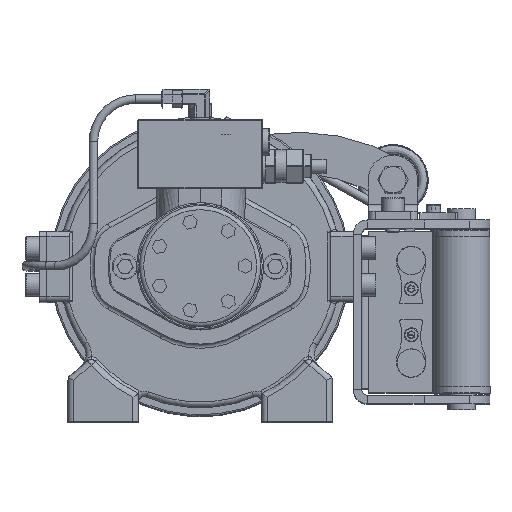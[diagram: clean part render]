
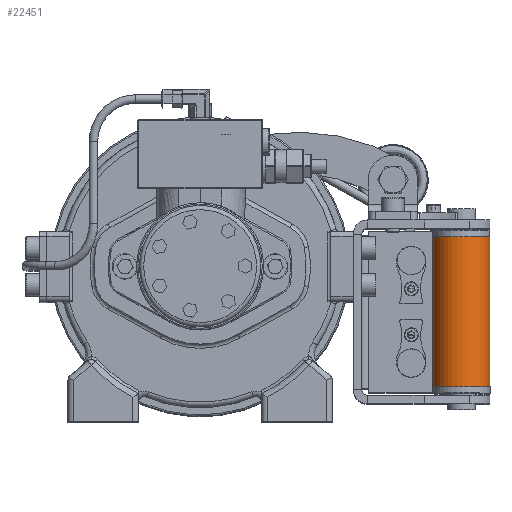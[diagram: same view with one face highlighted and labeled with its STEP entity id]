
A CAD part, top view. The second image highlights one B-rep face of the part: STEP entity #22451.
In plain terms, the highlighted cylindrical face has radius 20 mm (diameter 40 mm), a full revolution.
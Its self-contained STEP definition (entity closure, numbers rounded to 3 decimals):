
#1599=FACE_OUTER_BOUND('',#2839,.T.);
#2839=EDGE_LOOP('',(#17458,#17459,#17460,#17461,#17462,#17463));
#4162=CIRCLE('',#24384,20.);
#4163=CIRCLE('',#24385,20.);
#4164=CIRCLE('',#24386,20.);
#4165=CIRCLE('',#24387,20.);
#5816=LINE('',#42003,#7499);
#7499=VECTOR('',#28872,20.);
#9764=VERTEX_POINT('',#41999);
#9765=VERTEX_POINT('',#42000);
#9766=VERTEX_POINT('',#42002);
#9767=VERTEX_POINT('',#42004);
#12726=EDGE_CURVE('',#9764,#9765,#4162,.T.);
#12727=EDGE_CURVE('',#9765,#9766,#5816,.T.);
#12728=EDGE_CURVE('',#9767,#9766,#4163,.T.);
#12729=EDGE_CURVE('',#9766,#9767,#4164,.T.);
#12730=EDGE_CURVE('',#9765,#9764,#4165,.T.);
#17458=ORIENTED_EDGE('',*,*,#12726,.T.);
#17459=ORIENTED_EDGE('',*,*,#12727,.T.);
#17460=ORIENTED_EDGE('',*,*,#12728,.F.);
#17461=ORIENTED_EDGE('',*,*,#12729,.F.);
#17462=ORIENTED_EDGE('',*,*,#12727,.F.);
#17463=ORIENTED_EDGE('',*,*,#12730,.T.);
#20654=CYLINDRICAL_SURFACE('',#24383,20.);
#22451=ADVANCED_FACE('',(#1599),#20654,.T.);
#24383=AXIS2_PLACEMENT_3D('',#41998,#28868,#28869);
#24384=AXIS2_PLACEMENT_3D('',#42001,#28870,#28871);
#24385=AXIS2_PLACEMENT_3D('',#42005,#28873,#28874);
#24386=AXIS2_PLACEMENT_3D('',#42006,#28875,#28876);
#24387=AXIS2_PLACEMENT_3D('',#42007,#28877,#28878);
#28868=DIRECTION('center_axis',(0.,1.,0.));
#28869=DIRECTION('ref_axis',(0.938,0.,0.346));
#28870=DIRECTION('center_axis',(0.,-1.,0.));
#28871=DIRECTION('ref_axis',(-0.938,0.,-0.346));
#28872=DIRECTION('',(0.,-1.,0.));
#28873=DIRECTION('center_axis',(0.,-1.,0.));
#28874=DIRECTION('ref_axis',(-0.938,0.,-0.346));
#28875=DIRECTION('center_axis',(0.,-1.,0.));
#28876=DIRECTION('ref_axis',(-0.938,0.,-0.346));
#28877=DIRECTION('center_axis',(0.,-1.,0.));
#28878=DIRECTION('ref_axis',(-0.938,0.,-0.346));
#41998=CARTESIAN_POINT('Origin',(135.438,-81.366,326.675));
#41999=CARTESIAN_POINT('',(154.2,24.634,333.602));
#42000=CARTESIAN_POINT('',(116.676,24.634,319.748));
#42001=CARTESIAN_POINT('Origin',(135.438,24.634,326.675));
#42002=CARTESIAN_POINT('',(116.676,-81.366,319.748));
#42003=CARTESIAN_POINT('',(116.676,-81.366,319.748));
#42004=CARTESIAN_POINT('',(154.2,-81.366,333.602));
#42005=CARTESIAN_POINT('Origin',(135.438,-81.366,326.675));
#42006=CARTESIAN_POINT('Origin',(135.438,-81.366,326.675));
#42007=CARTESIAN_POINT('Origin',(135.438,24.634,326.675));
